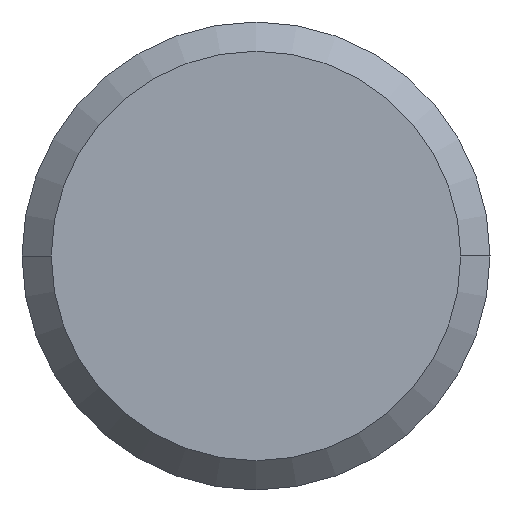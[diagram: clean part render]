
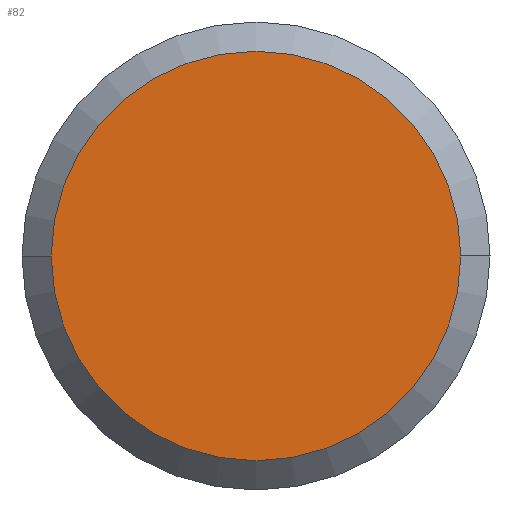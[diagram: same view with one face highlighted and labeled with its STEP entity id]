
A CAD part, left-side view. The second image highlights one B-rep face of the part: STEP entity #82.
In plain terms, the highlighted planar face has unit normal (-1, 0, 0).
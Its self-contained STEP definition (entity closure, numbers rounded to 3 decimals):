
#82 = ADVANCED_FACE( '', ( #98 ), #99, .T. );
#98 = FACE_OUTER_BOUND( '', #114, .T. );
#99 = PLANE( '', #115 );
#114 = EDGE_LOOP( '', ( #163, #164 ) );
#115 = AXIS2_PLACEMENT_3D( '', #165, #166, #167 );
#163 = ORIENTED_EDGE( '', *, *, #171, .T. );
#164 = ORIENTED_EDGE( '', *, *, #181, .T. );
#165 = CARTESIAN_POINT( '', ( 0., 1.75, 0. ) );
#166 = DIRECTION( '', ( -1., 0., 0. ) );
#167 = DIRECTION( '', ( 0., 1., 0. ) );
#171 = EDGE_CURVE( '', #183, #187, #189, .T. );
#181 = EDGE_CURVE( '', #187, #183, #203, .T. );
#183 = VERTEX_POINT( '', #205 );
#187 = VERTEX_POINT( '', #210 );
#189 = CIRCLE( '', #213, 3.5 );
#203 = CIRCLE( '', #231, 3.5 );
#205 = CARTESIAN_POINT( '', ( 0., 3.5, 0. ) );
#210 = CARTESIAN_POINT( '', ( 0., -3.5, 0. ) );
#213 = AXIS2_PLACEMENT_3D( '', #237, #238, #239 );
#231 = AXIS2_PLACEMENT_3D( '', #259, #260, #261 );
#237 = CARTESIAN_POINT( '', ( 0., 0., 0. ) );
#238 = DIRECTION( '', ( -1., 0., 0. ) );
#239 = DIRECTION( '', ( 0., 1., 0. ) );
#259 = CARTESIAN_POINT( '', ( 0., 0., 0. ) );
#260 = DIRECTION( '', ( -1., 0., 0. ) );
#261 = DIRECTION( '', ( 0., 1., 0. ) );
